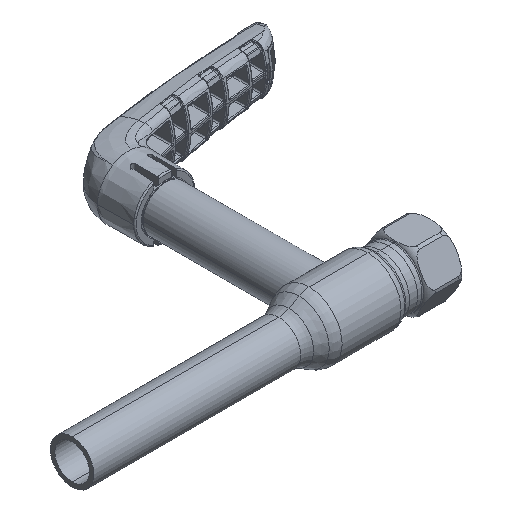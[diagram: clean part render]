
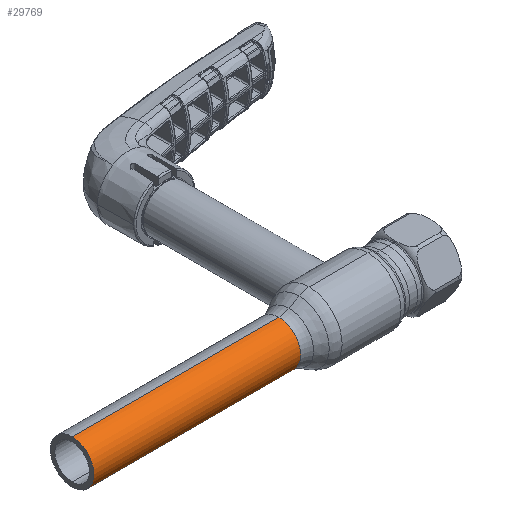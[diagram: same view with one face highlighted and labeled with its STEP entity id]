
A CAD part, isometric view. The second image highlights one B-rep face of the part: STEP entity #29769.
In plain terms, the highlighted cylindrical face has radius 8.6 mm (diameter 17.2 mm), a partial arc.
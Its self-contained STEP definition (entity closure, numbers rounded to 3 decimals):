
#1124 = DIRECTION ( 'NONE',  ( -1., 0., 0. ) ) ;
#2268 = CIRCLE ( 'NONE', #49444, 8.6 ) ;
#7226 = CARTESIAN_POINT ( 'NONE',  ( -62.69, 0., -8.6 ) ) ;
#8631 = CARTESIAN_POINT ( 'NONE',  ( -105., 0., 8.6 ) ) ;
#13099 = DIRECTION ( 'NONE',  ( -1., 0., 0. ) ) ;
#14620 = DIRECTION ( 'NONE',  ( 0., 0., 1. ) ) ;
#20173 = ORIENTED_EDGE ( 'NONE', *, *, #36280, .F. ) ;
#20956 = ORIENTED_EDGE ( 'NONE', *, *, #43332, .F. ) ;
#21296 = CARTESIAN_POINT ( 'NONE',  ( -62.69, 0., 0. ) ) ;
#21404 = DIRECTION ( 'NONE',  ( -1., 0., 0. ) ) ;
#22573 = EDGE_CURVE ( 'NONE', #83274, #83553, #22830, .T. ) ;
#22830 = LINE ( 'NONE', #33921, #71043 ) ;
#23782 = CIRCLE ( 'NONE', #54985, 8.6 ) ;
#29769 = ADVANCED_FACE ( 'NONE', ( #83820 ), #36771, .T. ) ;
#30065 = ORIENTED_EDGE ( 'NONE', *, *, #22573, .T. ) ;
#30151 = DIRECTION ( 'NONE',  ( 0., 0., 1. ) ) ;
#31895 = VECTOR ( 'NONE', #42058, 1000. ) ;
#33921 = CARTESIAN_POINT ( 'NONE',  ( -62.69, 0., 8.6 ) ) ;
#35480 = CARTESIAN_POINT ( 'NONE',  ( -23.515, 0., 8.6 ) ) ;
#36280 = EDGE_CURVE ( 'NONE', #42640, #38967, #89918, .T. ) ;
#36771 = CYLINDRICAL_SURFACE ( 'NONE', #48440, 8.6 ) ;
#38967 = VERTEX_POINT ( 'NONE', #48461 ) ;
#42058 = DIRECTION ( 'NONE',  ( -1., 0., 0. ) ) ;
#42640 = VERTEX_POINT ( 'NONE', #63827 ) ;
#42989 = CARTESIAN_POINT ( 'NONE',  ( -105., 0., 0. ) ) ;
#43332 = EDGE_CURVE ( 'NONE', #38967, #83553, #23782, .T. ) ;
#48440 = AXIS2_PLACEMENT_3D ( 'NONE', #21296, #65252, #30151 ) ;
#48461 = CARTESIAN_POINT ( 'NONE',  ( -105., 0., -8.6 ) ) ;
#49444 = AXIS2_PLACEMENT_3D ( 'NONE', #63275, #21404, #56847 ) ;
#50402 = ORIENTED_EDGE ( 'NONE', *, *, #67481, .T. ) ;
#54985 = AXIS2_PLACEMENT_3D ( 'NONE', #42989, #1124, #14620 ) ;
#56847 = DIRECTION ( 'NONE',  ( 0., 0., 1. ) ) ;
#63275 = CARTESIAN_POINT ( 'NONE',  ( -23.515, 0., 0. ) ) ;
#63827 = CARTESIAN_POINT ( 'NONE',  ( -23.515, 0., -8.6 ) ) ;
#65252 = DIRECTION ( 'NONE',  ( -1., 0., 0. ) ) ;
#67481 = EDGE_CURVE ( 'NONE', #42640, #83274, #2268, .T. ) ;
#71043 = VECTOR ( 'NONE', #13099, 1000. ) ;
#83274 = VERTEX_POINT ( 'NONE', #35480 ) ;
#83553 = VERTEX_POINT ( 'NONE', #8631 ) ;
#83820 = FACE_OUTER_BOUND ( 'NONE', #88715, .T. ) ;
#88715 = EDGE_LOOP ( 'NONE', ( #20173, #50402, #30065, #20956 ) ) ;
#89918 = LINE ( 'NONE', #7226, #31895 ) ;
